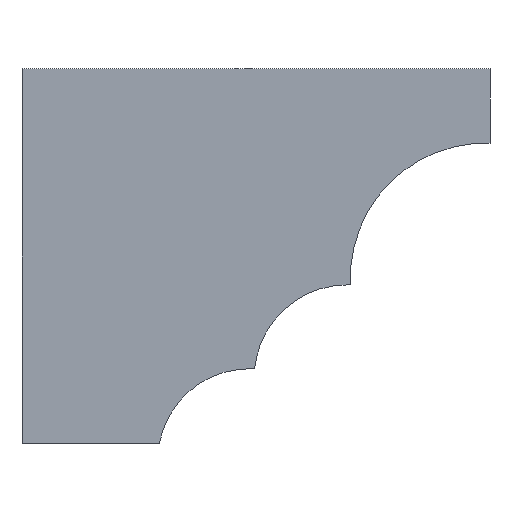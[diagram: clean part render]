
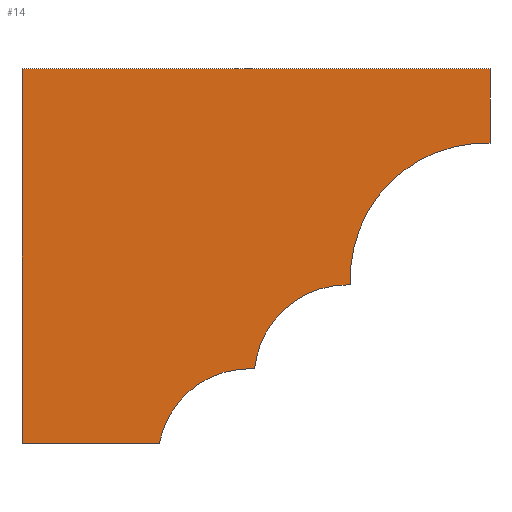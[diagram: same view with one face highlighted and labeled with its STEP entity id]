
A CAD part, front view. The second image highlights one B-rep face of the part: STEP entity #14.
In plain terms, the highlighted planar face has unit normal (0, -1, 0).
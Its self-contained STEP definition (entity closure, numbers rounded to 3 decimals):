
#14=ADVANCED_FACE('',(#23),#142,.T.);
#23=FACE_OUTER_BOUND('',#32,.T.);
#32=EDGE_LOOP('',(#41,#42,#43,#44,#45,#46,#47));
#41=ORIENTED_EDGE('',*,*,#86,.F.);
#42=ORIENTED_EDGE('',*,*,#85,.F.);
#43=ORIENTED_EDGE('',*,*,#84,.F.);
#44=ORIENTED_EDGE('',*,*,#83,.F.);
#45=ORIENTED_EDGE('',*,*,#87,.F.);
#46=ORIENTED_EDGE('',*,*,#99,.F.);
#47=ORIENTED_EDGE('',*,*,#95,.F.);
#83=EDGE_CURVE('',#128,#129,#114,.T.);
#84=EDGE_CURVE('',#129,#130,#115,.T.);
#85=EDGE_CURVE('',#130,#131,#116,.T.);
#86=EDGE_CURVE('',#131,#125,#117,.T.);
#87=EDGE_CURVE('',#127,#128,#104,.T.);
#95=EDGE_CURVE('',#125,#126,#108,.T.);
#99=EDGE_CURVE('',#126,#127,#112,.T.);
#104=(
BOUNDED_CURVE()
B_SPLINE_CURVE(2,(#291,#292,#293),.UNSPECIFIED.,.F.,.F.)
B_SPLINE_CURVE_WITH_KNOTS((3,3),(0.,42.263),.UNSPECIFIED.)
CURVE()
GEOMETRIC_REPRESENTATION_ITEM()
RATIONAL_B_SPLINE_CURVE((1.,0.753,1.))
REPRESENTATION_ITEM('')
);
#108=(
BOUNDED_CURVE()
B_SPLINE_CURVE(2,(#309,#310,#311,#312,#313),.UNSPECIFIED.,.F.,.F.)
B_SPLINE_CURVE_WITH_KNOTS((3,2,3),(0.,35.794,71.587),
 .UNSPECIFIED.)
CURVE()
GEOMETRIC_REPRESENTATION_ITEM()
RATIONAL_B_SPLINE_CURVE((1.,0.916,1.,0.916,1.))
REPRESENTATION_ITEM('')
);
#112=(
BOUNDED_CURVE()
B_SPLINE_CURVE(2,(#323,#324,#325),.UNSPECIFIED.,.F.,.F.)
B_SPLINE_CURVE_WITH_KNOTS((3,3),(0.,44.936),.UNSPECIFIED.)
CURVE()
GEOMETRIC_REPRESENTATION_ITEM()
RATIONAL_B_SPLINE_CURVE((1.,0.731,1.))
REPRESENTATION_ITEM('')
);
#114=B_SPLINE_CURVE_WITH_KNOTS('',1,(#283,#284),.UNSPECIFIED.,.F.,.F.,(2,
2),(0.,44.066),.UNSPECIFIED.);
#115=B_SPLINE_CURVE_WITH_KNOTS('',1,(#285,#286),.UNSPECIFIED.,.F.,.F.,(2,
2),(0.,120.),.UNSPECIFIED.);
#116=B_SPLINE_CURVE_WITH_KNOTS('',1,(#287,#288),.UNSPECIFIED.,.F.,.F.,(2,
2),(0.,150.),.UNSPECIFIED.);
#117=B_SPLINE_CURVE_WITH_KNOTS('',1,(#289,#290),.UNSPECIFIED.,.F.,.F.,(2,
2),(0.,23.881),.UNSPECIFIED.);
#125=VERTEX_POINT('',#269);
#126=VERTEX_POINT('',#270);
#127=VERTEX_POINT('',#271);
#128=VERTEX_POINT('',#272);
#129=VERTEX_POINT('',#273);
#130=VERTEX_POINT('',#274);
#131=VERTEX_POINT('',#275);
#142=PLANE('',#236);
#236=AXIS2_PLACEMENT_3D('',#260,#248,$);
#248=DIRECTION('',(0.,-1.,0.));
#260=CARTESIAN_POINT('',(460.39,21939.945,0.844));
#269=CARTESIAN_POINT('',(611.89,21939.945,-24.237));
#270=CARTESIAN_POINT('',(567.16,21939.945,-69.576));
#271=CARTESIAN_POINT('',(536.456,21939.945,-96.496));
#272=CARTESIAN_POINT('',(505.956,21939.945,-120.356));
#273=CARTESIAN_POINT('',(461.89,21939.945,-120.356));
#274=CARTESIAN_POINT('',(461.89,21939.945,-0.356));
#275=CARTESIAN_POINT('',(611.89,21939.945,-0.356));
#283=CARTESIAN_POINT('',(505.956,21939.945,-120.356));
#284=CARTESIAN_POINT('',(461.89,21939.945,-120.356));
#285=CARTESIAN_POINT('',(461.89,21939.945,-120.356));
#286=CARTESIAN_POINT('',(461.89,21939.945,-0.356));
#287=CARTESIAN_POINT('',(461.89,21939.945,-0.356));
#288=CARTESIAN_POINT('',(611.89,21939.945,-0.356));
#289=CARTESIAN_POINT('',(611.89,21939.945,-0.356));
#290=CARTESIAN_POINT('',(611.89,21939.945,-24.237));
#291=CARTESIAN_POINT('',(536.456,21939.945,-96.496));
#292=CARTESIAN_POINT('',(510.786,21939.945,-95.105));
#293=CARTESIAN_POINT('',(505.956,21939.945,-120.356));
#309=CARTESIAN_POINT('',(611.89,21939.945,-24.237));
#310=CARTESIAN_POINT('',(592.909,21939.945,-23.564));
#311=CARTESIAN_POINT('',(579.569,21939.945,-37.085));
#312=CARTESIAN_POINT('',(566.23,21939.945,-50.605));
#313=CARTESIAN_POINT('',(567.16,21939.945,-69.576));
#323=CARTESIAN_POINT('',(567.16,21939.945,-69.576));
#324=CARTESIAN_POINT('',(539.253,21939.945,-68.717));
#325=CARTESIAN_POINT('',(536.456,21939.945,-96.496));
